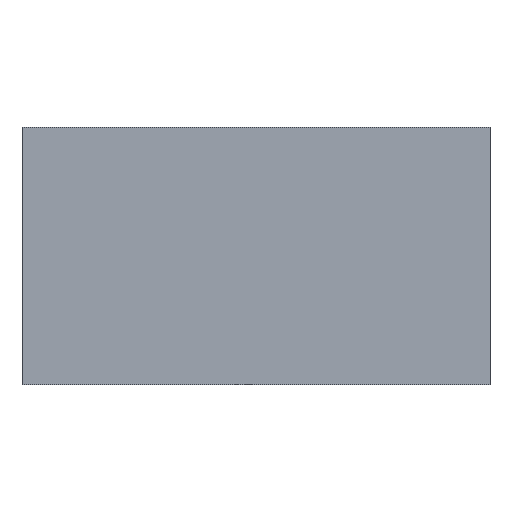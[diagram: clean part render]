
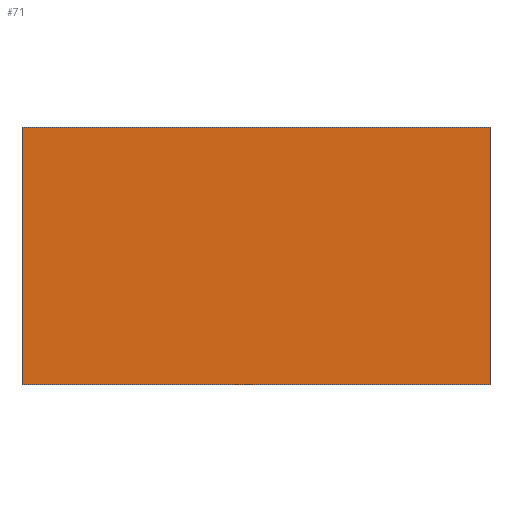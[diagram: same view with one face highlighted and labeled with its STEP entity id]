
A CAD part, front view. The second image highlights one B-rep face of the part: STEP entity #71.
In plain terms, the highlighted planar face has unit normal (0, -1, 0).
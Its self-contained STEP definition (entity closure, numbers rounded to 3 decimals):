
#11=CARTESIAN_POINT('POINT3',(36.316,-17.5,20.))
   ;
#12=VERTEX_POINT('VERTEX3',#11);
#19=CARTESIAN_POINT('POINT4',(36.316,-17.5,-20.)
   );
#20=VERTEX_POINT('VERTEX4',#19);
#21=CARTESIAN_POINT('POS3',(36.316,-17.5,-10.));
#22=DIRECTION('DIR3',(0.,0.,1.));
#23=VECTOR('VEC3',#22,1.);
#24=LINE('STRAIGHT3',#21,#23);
#25=EDGE_CURVE('EDGE3',#20,#12,#24,.T.);
#41=ORIENTED_EDGE('COEDGE5',*,*,#25,.T.);
#42=CARTESIAN_POINT('POINT5',(-36.316,-17.5,20.)
   );
#43=VERTEX_POINT('VERTEX5',#42);
#44=CARTESIAN_POINT('POS6',(0.,-17.5,20.));
#45=DIRECTION('DIR7',(1.,0.,0.));
#46=VECTOR('VEC5',#45,1.);
#47=LINE('STRAIGHT5',#44,#46);
#48=EDGE_CURVE('EDGE5',#43,#12,#47,.T.);
#49=ORIENTED_EDGE('COEDGE6',*,*,#48,.F.);
#50=CARTESIAN_POINT('POINT6',(-36.316,-17.5,-20.
   ));
#51=VERTEX_POINT('VERTEX6',#50);
#52=CARTESIAN_POINT('POS7',(-36.316,-17.5,-10.))
   ;
#53=DIRECTION('DIR8',(0.,0.,-1.));
#54=VECTOR('VEC6',#53,1.);
#55=LINE('STRAIGHT6',#52,#54);
#56=EDGE_CURVE('EDGE6',#43,#51,#55,.T.);
#57=ORIENTED_EDGE('COEDGE7',*,*,#56,.T.);
#58=CARTESIAN_POINT('POS8',(0.,-17.5,-20.));
#59=DIRECTION('DIR9',(-1.,0.,0.));
#60=VECTOR('VEC7',#59,1.);
#61=LINE('STRAIGHT7',#58,#60);
#62=EDGE_CURVE('EDGE7',#20,#51,#61,.T.);
#63=ORIENTED_EDGE('COEDGE8',*,*,#62,.F.);
#64=EDGE_LOOP('NONE',(#41,#49,#57,#63));
#65=FACE_BOUND('LOOP1',#64,.T.);
#66=CARTESIAN_POINT('POS9',(0.,-17.5,0.));
#67=DIRECTION('DIR10',(0.,1.,0.));
#68=DIRECTION('DIR11',(1.,0.,0.));
#69=AXIS2_PLACEMENT_3D('AXIS2',#66,#67,#68);
#70=PLANE('PLANE2',#69);
#71=ADVANCED_FACE('FACE2',(#65),#70,.F.);
